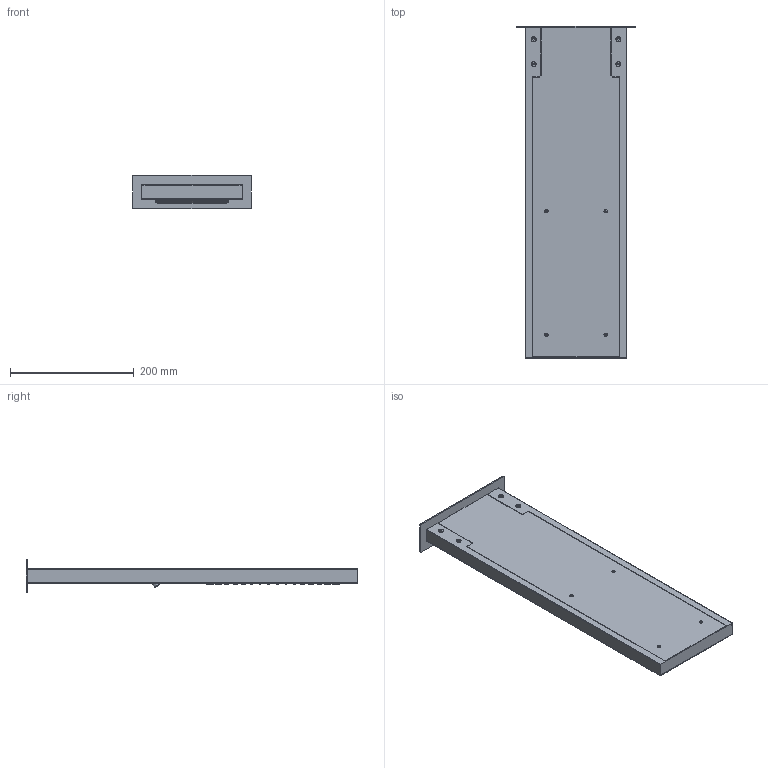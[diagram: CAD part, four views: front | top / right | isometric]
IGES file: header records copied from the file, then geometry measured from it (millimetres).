
Start section: C
Global section: file name: AR193-00.igs; native system: By Siemens PLM Incorporated; preprocessor: XPlus GENERIC/IGES 26.1.183; author: Author; organization: Title; date: 20251006.150734; units: millimetre
Bounding box: 192 x 537 x 55 mm (x, y, z)
Volume: 230997.4 mm3; surface area: 443627.6 mm2
Topology: 173 solids, 173 shells, 3777 faces, 10397 edges, 6892 vertices
Faces by surface type: bspline 3777
